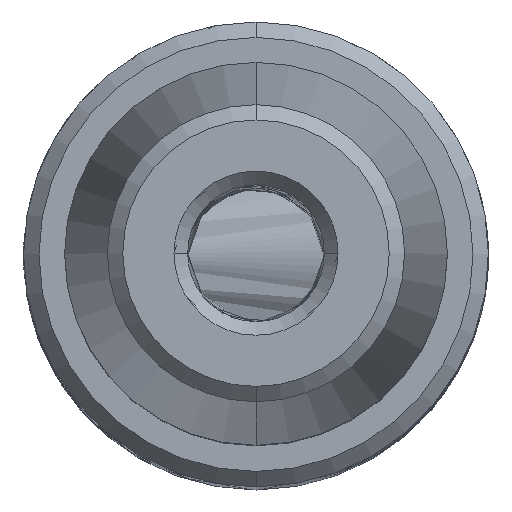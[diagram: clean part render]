
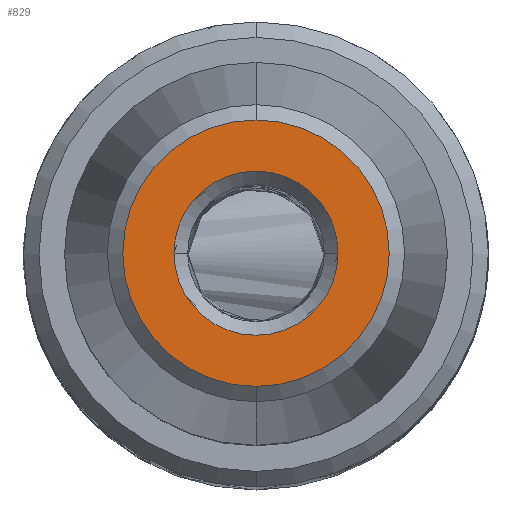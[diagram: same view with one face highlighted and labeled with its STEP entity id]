
A CAD part, top view. The second image highlights one B-rep face of the part: STEP entity #829.
In plain terms, the highlighted free-form (B-spline) face has degree [1, 1] with [2, 2] control points.
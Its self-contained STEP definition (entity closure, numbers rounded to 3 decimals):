
#791 = EDGE_CURVE('',#792,#794,#796,.T.);
#792 = VERTEX_POINT('',#793);
#793 = CARTESIAN_POINT('',(1.5,0.,48.6));
#794 = VERTEX_POINT('',#795);
#795 = CARTESIAN_POINT('',(-1.5,0.,48.6));
#796 = CIRCLE('',#797,1.5);
#797 = AXIS2_PLACEMENT_3D('',#798,#799,#800);
#798 = CARTESIAN_POINT('',(0.,0.,48.6));
#799 = DIRECTION('',(0.,0.,-1.));
#800 = DIRECTION('',(1.,0.,0.));
#829 = ADVANCED_FACE('',(#830,#850),#860,.T.);
#830 = FACE_BOUND('',#831,.T.);
#831 = EDGE_LOOP('',(#832,#843));
#832 = ORIENTED_EDGE('',*,*,#833,.T.);
#833 = EDGE_CURVE('',#834,#836,#838,.T.);
#834 = VERTEX_POINT('',#835);
#835 = CARTESIAN_POINT('',(0.,2.436,48.6));
#836 = VERTEX_POINT('',#837);
#837 = CARTESIAN_POINT('',(0.,-2.436,48.6));
#838 = CIRCLE('',#839,2.436);
#839 = AXIS2_PLACEMENT_3D('',#840,#841,#842);
#840 = CARTESIAN_POINT('',(0.,0.,48.6));
#841 = DIRECTION('',(0.,-0.,1.));
#842 = DIRECTION('',(0.,1.,0.));
#843 = ORIENTED_EDGE('',*,*,#844,.T.);
#844 = EDGE_CURVE('',#836,#834,#845,.T.);
#845 = CIRCLE('',#846,2.436);
#846 = AXIS2_PLACEMENT_3D('',#847,#848,#849);
#847 = CARTESIAN_POINT('',(0.,0.,48.6));
#848 = DIRECTION('',(0.,0.,1.));
#849 = DIRECTION('',(0.,-1.,0.));
#850 = FACE_BOUND('',#851,.T.);
#851 = EDGE_LOOP('',(#852,#859));
#852 = ORIENTED_EDGE('',*,*,#853,.T.);
#853 = EDGE_CURVE('',#794,#792,#854,.T.);
#854 = CIRCLE('',#855,1.5);
#855 = AXIS2_PLACEMENT_3D('',#856,#857,#858);
#856 = CARTESIAN_POINT('',(0.,0.,48.6));
#857 = DIRECTION('',(0.,0.,-1.));
#858 = DIRECTION('',(-1.,0.,0.));
#859 = ORIENTED_EDGE('',*,*,#791,.T.);
#860 = B_SPLINE_SURFACE_WITH_KNOTS('',1,1,(
    (#861,#862)
    ,(#863,#864
    )),.UNSPECIFIED.,.F.,.F.,.F.,(2,2),(2,2),(-2.556,
    2.556),(-2.556,2.556),
  .PIECEWISE_BEZIER_KNOTS.);
#861 = CARTESIAN_POINT('',(2.556,-2.556,48.6));
#862 = CARTESIAN_POINT('',(-2.556,-2.556,48.6));
#863 = CARTESIAN_POINT('',(2.556,2.556,48.6));
#864 = CARTESIAN_POINT('',(-2.556,2.556,48.6));
